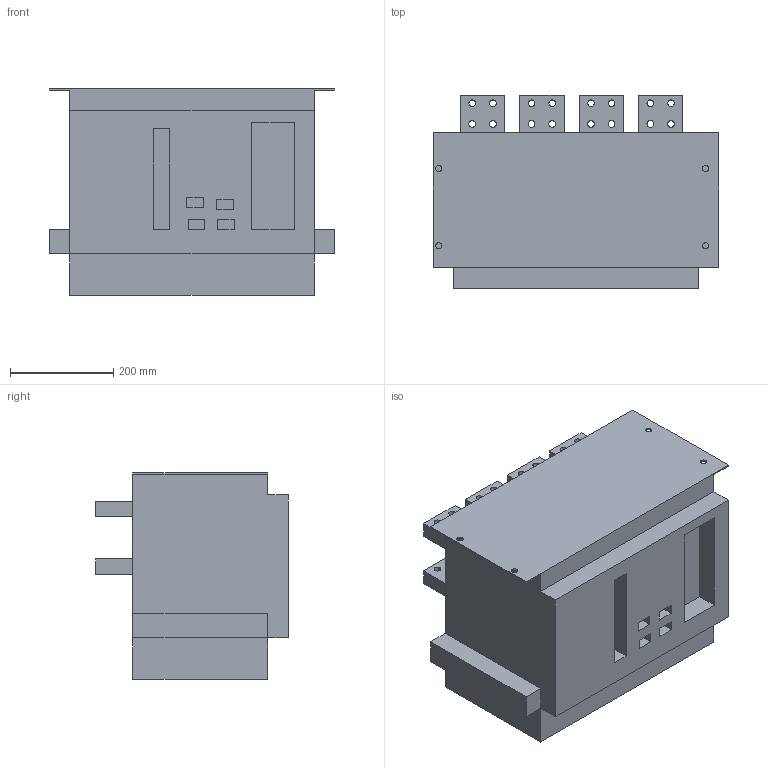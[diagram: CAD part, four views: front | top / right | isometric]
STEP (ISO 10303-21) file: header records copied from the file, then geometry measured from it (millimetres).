
FILE_DESCRIPTION((''),'2;1');
FILE_NAME('NXA-32-G-3200-4L','2019-04-25T',('wqli'),(''),'CREO PARAMETRIC BY PTC INC, 2015480','CREO PARAMETRIC BY PTC INC, 2015480','');
FILE_SCHEMA(('CONFIG_CONTROL_DESIGN'));
Length unit declared in the file: millimetre
Products named in the file (1): NXA-32-G-3200-4L
Bounding box: 554 x 373.5 x 400 mm (x, y, z)
Volume: 56195938.3 mm3; surface area: 1210068.3 mm2
Topology: 1 solids, 1 shells, 166 faces, 444 edges, 294 vertices
Faces by surface type: plane 94, cylinder 72
Entity records: 5386 total; most frequent: DIRECTION 920, CARTESIAN_POINT 904, ORIENTED_EDGE 888, EDGE_CURVE 444, AXIS2_PLACEMENT_3D 310, VECTOR 300, LINE 300, VERTEX_POINT 294
